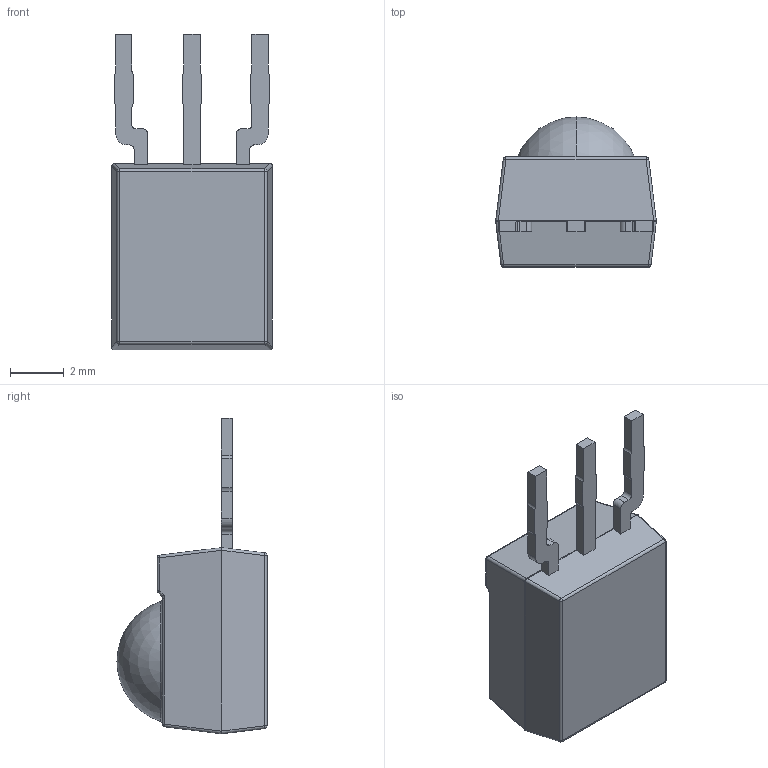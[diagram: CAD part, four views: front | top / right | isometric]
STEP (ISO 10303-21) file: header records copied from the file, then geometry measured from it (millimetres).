
FILE_DESCRIPTION (( 'STEP AP203' ), '1' );
FILE_NAME ('tsop4838.STEP', '2018-01-16T13:53:49', ( 'User' ), ( '' ), 'SwSTEP 2.0', 'SolidWorks 2017', '' );
FILE_SCHEMA (( 'CONFIG_CONTROL_DESIGN' ));
Length unit declared in the file: millimetre
Products named in the file (1): tsop4838
Bounding box: 6 x 5.6 x 11.78 mm (x, y, z)
Volume: 172.2 mm3; surface area: 209.5 mm2
Topology: 1 solids, 1 shells, 119 faces, 306 edges, 180 vertices
Faces by surface type: cylinder 49, plane 48, sphere 18, torus 2, bspline 2
Entity records: 3600 total; most frequent: DIRECTION 643, CARTESIAN_POINT 630, ORIENTED_EDGE 592, EDGE_CURVE 296, AXIS2_PLACEMENT_3D 233, VERTEX_POINT 180, VECTOR 177, LINE 177
